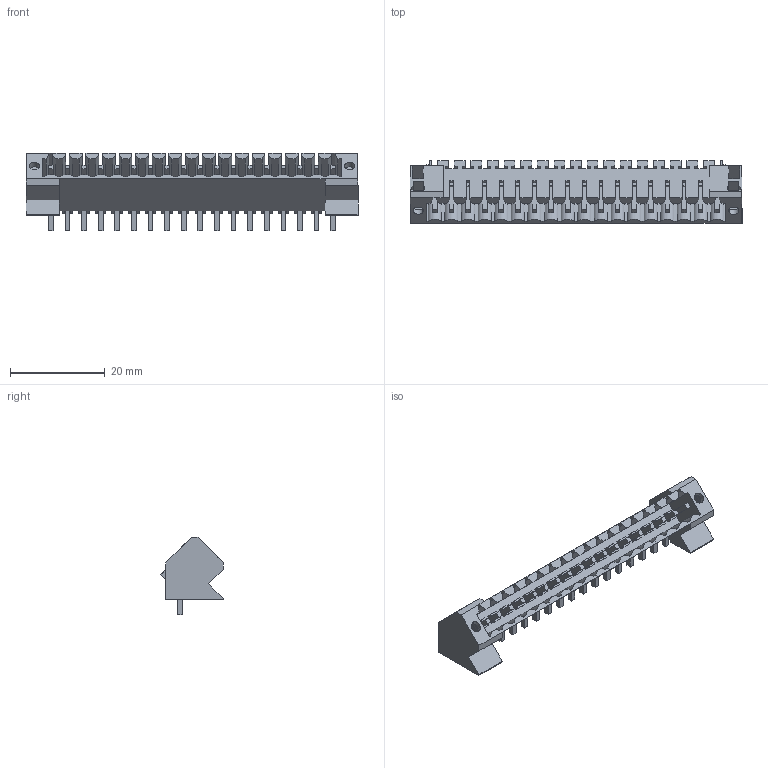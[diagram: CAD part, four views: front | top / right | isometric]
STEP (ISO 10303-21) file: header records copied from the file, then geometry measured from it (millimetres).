
FILE_DESCRIPTION(('CATIA V5 STEP Exchange','CAx-IF Rec.Pracs.--- Model Styling and Organization---1.2---2011-12-15'),'2;1');
FILE_NAME ('D1446376_0_1003680000_1003680000.stp','2018-03-23T12:11:24+00:00',('none'),('Weidmueller'),'CATIA Version 5-6 Release 2014','CATIA V5 STEP AP214','none');
FILE_SCHEMA(('AUTOMOTIVE_DESIGN { 1 0 10303 214 1 1 1 1 }'));
Length unit declared in the file: millimetre
Products named in the file (1): 1003680000
Bounding box: 69.95 x 13.15 x 16.23 mm (x, y, z)
Volume: 2918.4 mm3; surface area: 7076.4 mm2
Topology: 19 solids, 19 shells, 998 faces, 3023 edges, 2075 vertices
Faces by surface type: plane 976, cylinder 22
Entity records: 30709 total; most frequent: ORIENTED_EDGE 6046, CARTESIAN_POINT 5568, DIRECTION 3881, EDGE_CURVE 3023, VECTOR 2975, LINE 2975, VERTEX_POINT 2075, EDGE_LOOP 1062
